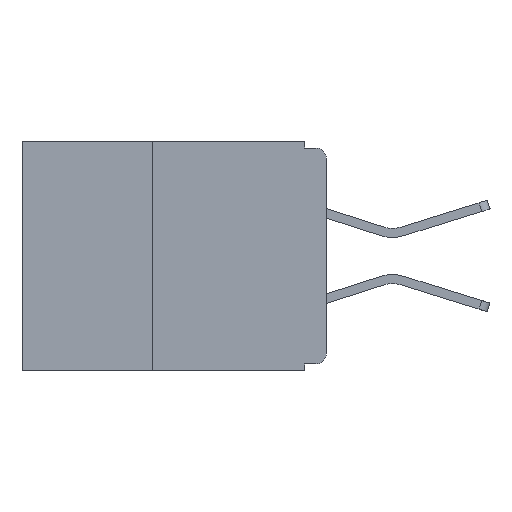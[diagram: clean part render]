
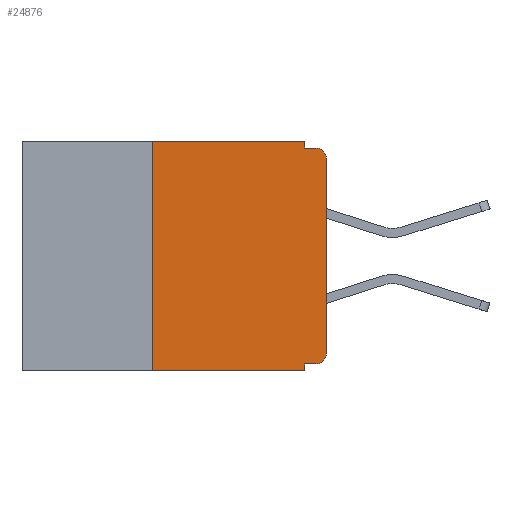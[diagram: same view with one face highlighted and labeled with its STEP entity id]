
A CAD part, left-side view. The second image highlights one B-rep face of the part: STEP entity #24876.
In plain terms, the highlighted planar face has unit normal (-1, 0, 0).
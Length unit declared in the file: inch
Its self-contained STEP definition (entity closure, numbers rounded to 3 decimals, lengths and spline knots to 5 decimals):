
#935 = LINE ( 'NONE', #23673, #10896 ) ;
#1040 = EDGE_CURVE ( 'NONE', #4650, #10344, #6181, .T. ) ;
#1151 = CARTESIAN_POINT ( 'NONE',  ( 0., 0.031, -0.33 ) ) ;
#1294 = VERTEX_POINT ( 'NONE', #2983 ) ;
#1759 = DIRECTION ( 'NONE',  ( 0., 0., -1. ) ) ;
#2009 = EDGE_LOOP ( 'NONE', ( #17455, #2272, #2920, #15298, #22359, #7886, #23573, #3899, #6446, #12191 ) ) ;
#2272 = ORIENTED_EDGE ( 'NONE', *, *, #5092, .T. ) ;
#2609 = LINE ( 'NONE', #24854, #22949 ) ;
#2696 = VERTEX_POINT ( 'NONE', #8322 ) ;
#2920 = ORIENTED_EDGE ( 'NONE', *, *, #20942, .F. ) ;
#2929 = LINE ( 'NONE', #1151, #11610 ) ;
#2972 = VECTOR ( 'NONE', #1759, 39.37008 ) ;
#2983 = CARTESIAN_POINT ( 'NONE',  ( 0., 0.031, -0.01 ) ) ;
#3205 = DIRECTION ( 'NONE',  ( 0., 0., -1. ) ) ;
#3268 = EDGE_CURVE ( 'NONE', #10344, #21575, #2609, .T. ) ;
#3899 = ORIENTED_EDGE ( 'NONE', *, *, #17635, .F. ) ;
#3903 = AXIS2_PLACEMENT_3D ( 'NONE', #8804, #4275, #13212 ) ;
#4275 = DIRECTION ( 'NONE',  ( -1., 0., 0. ) ) ;
#4322 = PLANE ( 'NONE',  #23625 ) ;
#4363 = LINE ( 'NONE', #6457, #9602 ) ;
#4650 = VERTEX_POINT ( 'NONE', #20491 ) ;
#4675 = DIRECTION ( 'NONE',  ( 0., -1., 0. ) ) ;
#4961 = DIRECTION ( 'NONE',  ( 0., -1., 0. ) ) ;
#4996 = CARTESIAN_POINT ( 'NONE',  ( 0., 0.015, -0.025 ) ) ;
#5092 = EDGE_CURVE ( 'NONE', #21575, #5957, #5970, .T. ) ;
#5137 = DIRECTION ( 'NONE',  ( 0., 0., -1. ) ) ;
#5179 = LINE ( 'NONE', #11650, #25423 ) ;
#5248 = CARTESIAN_POINT ( 'NONE',  ( 0., 0.015, -0.01 ) ) ;
#5273 = DIRECTION ( 'NONE',  ( -1., 0., 0. ) ) ;
#5957 = VERTEX_POINT ( 'NONE', #5248 ) ;
#5970 = CIRCLE ( 'NONE', #23886, 0.015 ) ;
#6135 = CARTESIAN_POINT ( 'NONE',  ( 0., 0.031, -0.32 ) ) ;
#6181 = CIRCLE ( 'NONE', #3903, 0.015 ) ;
#6446 = ORIENTED_EDGE ( 'NONE', *, *, #9039, .F. ) ;
#6457 = CARTESIAN_POINT ( 'NONE',  ( 0., 0.437, -0.33 ) ) ;
#7886 = ORIENTED_EDGE ( 'NONE', *, *, #22851, .F. ) ;
#8322 = CARTESIAN_POINT ( 'NONE',  ( 0., 0.25, 0. ) ) ;
#8470 = CARTESIAN_POINT ( 'NONE',  ( 0., 0.031, -0.33 ) ) ;
#8804 = CARTESIAN_POINT ( 'NONE',  ( 0., 0.015, -0.305 ) ) ;
#9039 = EDGE_CURVE ( 'NONE', #4650, #24801, #935, .T. ) ;
#9253 = VECTOR ( 'NONE', #4961, 39.37008 ) ;
#9602 = VECTOR ( 'NONE', #12323, 39.37008 ) ;
#10344 = VERTEX_POINT ( 'NONE', #15849 ) ;
#10896 = VECTOR ( 'NONE', #21737, 39.37008 ) ;
#11305 = FACE_OUTER_BOUND ( 'NONE', #2009, .T. ) ;
#11610 = VECTOR ( 'NONE', #3205, 39.37008 ) ;
#11650 = CARTESIAN_POINT ( 'NONE',  ( 0., 0.25, -0.33 ) ) ;
#12152 = CARTESIAN_POINT ( 'NONE',  ( 0., 0.25, -0.33 ) ) ;
#12191 = ORIENTED_EDGE ( 'NONE', *, *, #1040, .T. ) ;
#12247 = DIRECTION ( 'NONE',  ( 0., 0., -1. ) ) ;
#12323 = DIRECTION ( 'NONE',  ( 0., -1., 0. ) ) ;
#13087 = EDGE_CURVE ( 'NONE', #2696, #21388, #22546, .T. ) ;
#13212 = DIRECTION ( 'NONE',  ( 0., 0., -1. ) ) ;
#13680 = CARTESIAN_POINT ( 'NONE',  ( 0., 0.031, 0. ) ) ;
#15298 = ORIENTED_EDGE ( 'NONE', *, *, #24154, .F. ) ;
#15407 = VERTEX_POINT ( 'NONE', #8470 ) ;
#15849 = CARTESIAN_POINT ( 'NONE',  ( 0., 0., -0.305 ) ) ;
#16124 = CARTESIAN_POINT ( 'NONE',  ( 0., 0.437, 0. ) ) ;
#16482 = CARTESIAN_POINT ( 'NONE',  ( 0., 0.437, 0. ) ) ;
#17455 = ORIENTED_EDGE ( 'NONE', *, *, #3268, .T. ) ;
#17635 = EDGE_CURVE ( 'NONE', #24801, #15407, #2929, .T. ) ;
#18776 = CARTESIAN_POINT ( 'NONE',  ( 0., 0., -0.01 ) ) ;
#19773 = LINE ( 'NONE', #18776, #9253 ) ;
#20141 = CARTESIAN_POINT ( 'NONE',  ( 0., 0.031, 0. ) ) ;
#20293 = EDGE_CURVE ( 'NONE', #23046, #15407, #4363, .T. ) ;
#20491 = CARTESIAN_POINT ( 'NONE',  ( 0., 0.015, -0.32 ) ) ;
#20942 = EDGE_CURVE ( 'NONE', #1294, #5957, #19773, .T. ) ;
#21388 = VERTEX_POINT ( 'NONE', #20141 ) ;
#21455 = DIRECTION ( 'NONE',  ( 0., 0., 1. ) ) ;
#21575 = VERTEX_POINT ( 'NONE', #24575 ) ;
#21737 = DIRECTION ( 'NONE',  ( 0., 1., 0. ) ) ;
#22359 = ORIENTED_EDGE ( 'NONE', *, *, #13087, .F. ) ;
#22546 = LINE ( 'NONE', #16482, #23150 ) ;
#22851 = EDGE_CURVE ( 'NONE', #23046, #2696, #5179, .T. ) ;
#22949 = VECTOR ( 'NONE', #24544, 39.37008 ) ;
#23046 = VERTEX_POINT ( 'NONE', #12152 ) ;
#23150 = VECTOR ( 'NONE', #4675, 39.37008 ) ;
#23295 = LINE ( 'NONE', #13680, #2972 ) ;
#23573 = ORIENTED_EDGE ( 'NONE', *, *, #20293, .T. ) ;
#23625 = AXIS2_PLACEMENT_3D ( 'NONE', #16124, #23980, #12247 ) ;
#23673 = CARTESIAN_POINT ( 'NONE',  ( 0., 0., -0.32 ) ) ;
#23886 = AXIS2_PLACEMENT_3D ( 'NONE', #4996, #5273, #5137 ) ;
#23980 = DIRECTION ( 'NONE',  ( 1., 0., 0. ) ) ;
#24154 = EDGE_CURVE ( 'NONE', #21388, #1294, #23295, .T. ) ;
#24544 = DIRECTION ( 'NONE',  ( 0., 0., 1. ) ) ;
#24575 = CARTESIAN_POINT ( 'NONE',  ( 0., 0., -0.025 ) ) ;
#24801 = VERTEX_POINT ( 'NONE', #6135 ) ;
#24854 = CARTESIAN_POINT ( 'NONE',  ( 0., 0., 0. ) ) ;
#24876 = ADVANCED_FACE ( 'NONE', ( #11305 ), #4322, .F. ) ;
#25423 = VECTOR ( 'NONE', #21455, 39.37008 ) ;
